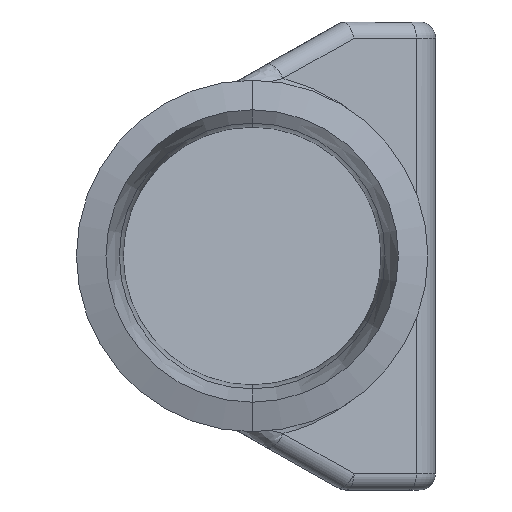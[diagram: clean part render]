
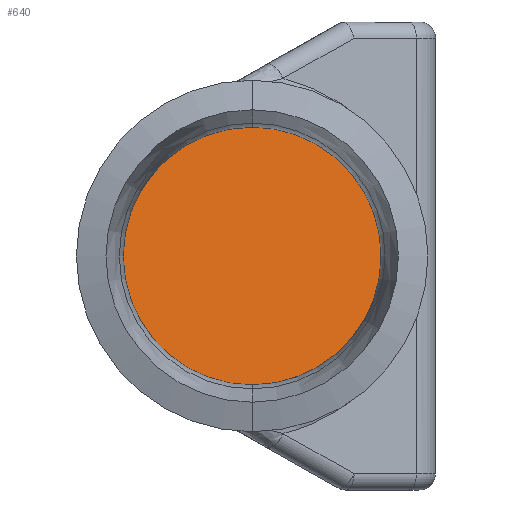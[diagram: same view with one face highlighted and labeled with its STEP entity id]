
A CAD part, left-side view. The second image highlights one B-rep face of the part: STEP entity #640.
In plain terms, the highlighted planar face has unit normal (-0.866, -0.5, 0).
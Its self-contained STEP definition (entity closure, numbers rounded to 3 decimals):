
#64 = ORIENTED_EDGE ( 'NONE', *, *, #377, .T. ) ;
#196 = DIRECTION ( 'NONE',  ( 0.5, -0.866, 0. ) ) ;
#377 = EDGE_CURVE ( 'NONE', #492, #1697, #1833, .T. ) ;
#492 = VERTEX_POINT ( 'NONE', #888 ) ;
#509 = PLANE ( 'NONE',  #900 ) ;
#524 = CARTESIAN_POINT ( 'NONE',  ( 34.249, -13.5, -6.75 ) ) ;
#539 = EDGE_LOOP ( 'NONE', ( #1678, #64 ) ) ;
#564 = CARTESIAN_POINT ( 'NONE',  ( 26.455, 0., -6.75 ) ) ;
#640 = ADVANCED_FACE ( 'NONE', ( #1226 ), #509, .T. ) ;
#888 = CARTESIAN_POINT ( 'NONE',  ( 26.455, 0., -6.75 ) ) ;
#900 = AXIS2_PLACEMENT_3D ( 'NONE', #1835, #1408, #196 ) ;
#1009 = EDGE_CURVE ( 'NONE', #1697, #492, #1099, .T. ) ;
#1048 = CARTESIAN_POINT ( 'NONE',  ( 18.661, 13.5, -6.75 ) ) ;
#1099 =( BOUNDED_CURVE ( )  B_SPLINE_CURVE ( 3, ( #1609, #1936, #1048, #1345 ),
 .UNSPECIFIED., .F., .T. ) 
 B_SPLINE_CURVE_WITH_KNOTS ( ( 4, 4 ),
 ( 4.712, 7.854 ),
 .UNSPECIFIED. ) 
 CURVE ( )  GEOMETRIC_REPRESENTATION_ITEM ( )  RATIONAL_B_SPLINE_CURVE ( ( 1., 0.333, 0.333, 1. ) ) 
 REPRESENTATION_ITEM ( '' )  );
#1134 = CARTESIAN_POINT ( 'NONE',  ( 26.455, 0., 6.75 ) ) ;
#1226 = FACE_OUTER_BOUND ( 'NONE', #539, .T. ) ;
#1345 = CARTESIAN_POINT ( 'NONE',  ( 26.455, 0., -6.75 ) ) ;
#1408 = DIRECTION ( 'NONE',  ( -0.866, -0.5, 0. ) ) ;
#1446 = CARTESIAN_POINT ( 'NONE',  ( 26.455, 0., 6.75 ) ) ;
#1573 = CARTESIAN_POINT ( 'NONE',  ( 34.249, -13.5, 6.75 ) ) ;
#1609 = CARTESIAN_POINT ( 'NONE',  ( 26.455, 0., 6.75 ) ) ;
#1678 = ORIENTED_EDGE ( 'NONE', *, *, #1009, .T. ) ;
#1697 = VERTEX_POINT ( 'NONE', #1134 ) ;
#1833 =( BOUNDED_CURVE ( )  B_SPLINE_CURVE ( 3, ( #564, #524, #1573, #1446 ),
 .UNSPECIFIED., .F., .T. ) 
 B_SPLINE_CURVE_WITH_KNOTS ( ( 4, 4 ),
 ( 1.571, 4.712 ),
 .UNSPECIFIED. ) 
 CURVE ( )  GEOMETRIC_REPRESENTATION_ITEM ( )  RATIONAL_B_SPLINE_CURVE ( ( 1., 0.333, 0.333, 1. ) ) 
 REPRESENTATION_ITEM ( '' )  );
#1835 = CARTESIAN_POINT ( 'NONE',  ( 31.709, -9.1, -33.96 ) ) ;
#1936 = CARTESIAN_POINT ( 'NONE',  ( 18.661, 13.5, 6.75 ) ) ;
